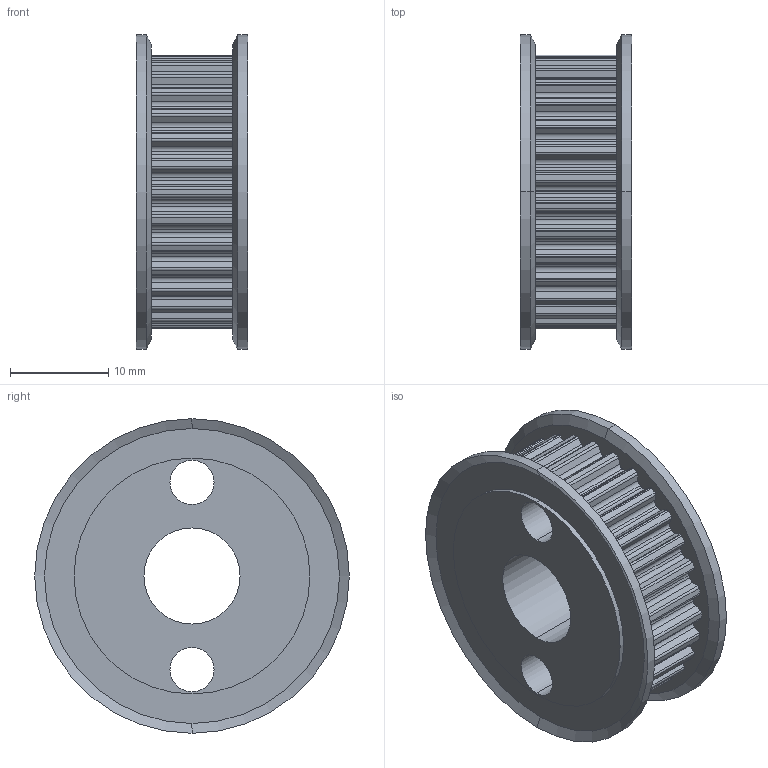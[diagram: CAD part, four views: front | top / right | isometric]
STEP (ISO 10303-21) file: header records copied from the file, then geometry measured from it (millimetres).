
FILE_DESCRIPTION (( 'STEP AP214' ), '1' );
FILE_NAME ('30T Pulley No-Hub.STEP', '2020-05-13T06:15:04', ( 'Kurtis' ), ( '' ), 'SwSTEP 2.0', 'SolidWorks 2015', '' );
FILE_SCHEMA (( 'AUTOMOTIVE_DESIGN' ));
Length unit declared in the file: millimetre
Products named in the file (1): 30T Pulley No-Hub
Bounding box: 11.3 x 32 x 32 mm (x, y, z)
Volume: 5504.3 mm3; surface area: 4628 mm2
Topology: 3 solids, 3 shells, 299 faces, 865 edges, 574 vertices
Faces by surface type: cylinder 223, plane 68, cone 8
Entity records: 10141 total; most frequent: DIRECTION 1919, CARTESIAN_POINT 1739, ORIENTED_EDGE 1730, EDGE_CURVE 865, AXIS2_PLACEMENT_3D 754, VERTEX_POINT 574, CIRCLE 454, LINE 411
